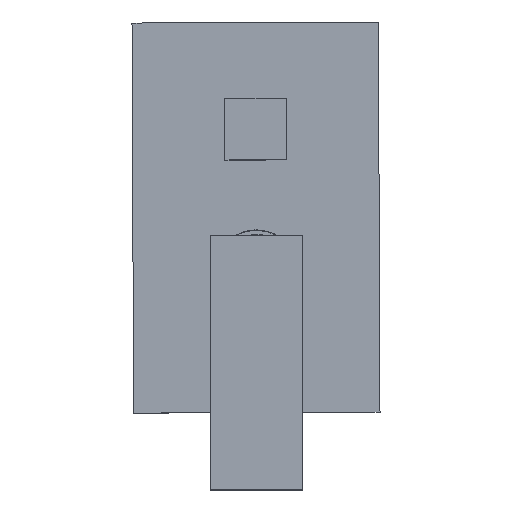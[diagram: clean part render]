
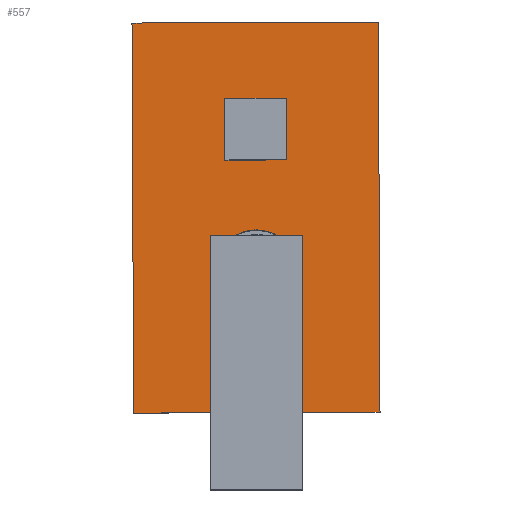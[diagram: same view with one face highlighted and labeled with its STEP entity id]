
A CAD part, top view. The second image highlights one B-rep face of the part: STEP entity #557.
In plain terms, the highlighted planar face has unit normal (0, 0, 1).
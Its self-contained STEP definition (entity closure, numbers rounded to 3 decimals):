
#5 = LINE ( 'NONE', #463, #2144 ) ;
#62 = CARTESIAN_POINT ( 'NONE',  ( 0., 43., 9. ) ) ;
#134 = DIRECTION ( 'NONE',  ( 0., 0., 1. ) ) ;
#157 = FACE_BOUND ( 'NONE', #1090, .T. ) ;
#261 = VERTEX_POINT ( 'NONE', #2596 ) ;
#323 = ORIENTED_EDGE ( 'NONE', *, *, #2335, .F. ) ;
#377 = LINE ( 'NONE', #958, #1496 ) ;
#389 = CIRCLE ( 'NONE', #2584, 12.5 ) ;
#405 = AXIS2_PLACEMENT_3D ( 'NONE', #537, #134, #583 ) ;
#406 = CARTESIAN_POINT ( 'NONE',  ( 12.5, 43., 9. ) ) ;
#433 = EDGE_CURVE ( 'NONE', #1259, #2592, #2681, .T. ) ;
#442 = CARTESIAN_POINT ( 'NONE',  ( -12.5, 43., 9. ) ) ;
#452 = DIRECTION ( 'NONE',  ( 1., 0., 0. ) ) ;
#463 = CARTESIAN_POINT ( 'NONE',  ( 60., -95., 9. ) ) ;
#489 = DIRECTION ( 'NONE',  ( 0., 0., 1. ) ) ;
#491 = DIRECTION ( 'NONE',  ( 0., 1., 0. ) ) ;
#537 = CARTESIAN_POINT ( 'NONE',  ( 0., 43., 9. ) ) ;
#557 = ADVANCED_FACE ( 'NONE', ( #1172, #157, #2569 ), #2467, .F. ) ;
#583 = DIRECTION ( 'NONE',  ( 1., 0., 0. ) ) ;
#598 = AXIS2_PLACEMENT_3D ( 'NONE', #2784, #1476, #1487 ) ;
#601 = VERTEX_POINT ( 'NONE', #2082 ) ;
#689 = EDGE_CURVE ( 'NONE', #2370, #889, #2397, .T. ) ;
#812 = ORIENTED_EDGE ( 'NONE', *, *, #689, .F. ) ;
#889 = VERTEX_POINT ( 'NONE', #406 ) ;
#908 = VECTOR ( 'NONE', #2366, 1000. ) ;
#926 = EDGE_CURVE ( 'NONE', #2592, #1355, #1037, .T. ) ;
#931 = CARTESIAN_POINT ( 'NONE',  ( 0., 0., 9. ) ) ;
#958 = CARTESIAN_POINT ( 'NONE',  ( 60., 95., 9. ) ) ;
#1022 = EDGE_LOOP ( 'NONE', ( #812, #2413 ) ) ;
#1033 = CIRCLE ( 'NONE', #2815, 21. ) ;
#1037 = LINE ( 'NONE', #2355, #908 ) ;
#1055 = EDGE_CURVE ( 'NONE', #1355, #2123, #5, .T. ) ;
#1065 = CARTESIAN_POINT ( 'NONE',  ( 0., -27., 9. ) ) ;
#1090 = EDGE_LOOP ( 'NONE', ( #323, #1246 ) ) ;
#1098 = CARTESIAN_POINT ( 'NONE',  ( 60., 95., 9. ) ) ;
#1137 = CARTESIAN_POINT ( 'NONE',  ( 60., 95., 9. ) ) ;
#1172 = FACE_BOUND ( 'NONE', #1022, .T. ) ;
#1173 = CARTESIAN_POINT ( 'NONE',  ( -60., 95., 9. ) ) ;
#1223 = ORIENTED_EDGE ( 'NONE', *, *, #1055, .T. ) ;
#1246 = ORIENTED_EDGE ( 'NONE', *, *, #1414, .F. ) ;
#1259 = VERTEX_POINT ( 'NONE', #1137 ) ;
#1266 = CARTESIAN_POINT ( 'NONE',  ( 60., -95., 9. ) ) ;
#1355 = VERTEX_POINT ( 'NONE', #2246 ) ;
#1414 = EDGE_CURVE ( 'NONE', #261, #601, #1528, .T. ) ;
#1423 = EDGE_CURVE ( 'NONE', #889, #2370, #389, .T. ) ;
#1476 = DIRECTION ( 'NONE',  ( 0., 0., 1. ) ) ;
#1478 = EDGE_LOOP ( 'NONE', ( #2835, #1223, #2686, #2132 ) ) ;
#1487 = DIRECTION ( 'NONE',  ( 1., 0., 0. ) ) ;
#1496 = VECTOR ( 'NONE', #491, 1000. ) ;
#1528 = CIRCLE ( 'NONE', #598, 21. ) ;
#1565 = DIRECTION ( 'NONE',  ( 1., 0., 0. ) ) ;
#1715 = AXIS2_PLACEMENT_3D ( 'NONE', #931, #2705, #2442 ) ;
#1945 = DIRECTION ( 'NONE',  ( 0., 0., 1. ) ) ;
#2082 = CARTESIAN_POINT ( 'NONE',  ( -21., -27., 9. ) ) ;
#2123 = VERTEX_POINT ( 'NONE', #1266 ) ;
#2132 = ORIENTED_EDGE ( 'NONE', *, *, #433, .T. ) ;
#2144 = VECTOR ( 'NONE', #452, 1000. ) ;
#2246 = CARTESIAN_POINT ( 'NONE',  ( -60., -95., 9. ) ) ;
#2335 = EDGE_CURVE ( 'NONE', #601, #261, #1033, .T. ) ;
#2355 = CARTESIAN_POINT ( 'NONE',  ( -60., 95., 9. ) ) ;
#2366 = DIRECTION ( 'NONE',  ( 0., -1., 0. ) ) ;
#2370 = VERTEX_POINT ( 'NONE', #442 ) ;
#2375 = DIRECTION ( 'NONE',  ( 1., 0., 0. ) ) ;
#2397 = CIRCLE ( 'NONE', #405, 12.5 ) ;
#2413 = ORIENTED_EDGE ( 'NONE', *, *, #1423, .F. ) ;
#2442 = DIRECTION ( 'NONE',  ( -1., 0., 0. ) ) ;
#2467 = PLANE ( 'NONE',  #1715 ) ;
#2569 = FACE_OUTER_BOUND ( 'NONE', #1478, .T. ) ;
#2572 = EDGE_CURVE ( 'NONE', #2123, #1259, #377, .T. ) ;
#2584 = AXIS2_PLACEMENT_3D ( 'NONE', #62, #489, #1565 ) ;
#2592 = VERTEX_POINT ( 'NONE', #1173 ) ;
#2596 = CARTESIAN_POINT ( 'NONE',  ( 21., -27., 9. ) ) ;
#2649 = DIRECTION ( 'NONE',  ( -1., 0., 0. ) ) ;
#2681 = LINE ( 'NONE', #1098, #2832 ) ;
#2686 = ORIENTED_EDGE ( 'NONE', *, *, #2572, .T. ) ;
#2705 = DIRECTION ( 'NONE',  ( 0., 0., -1. ) ) ;
#2784 = CARTESIAN_POINT ( 'NONE',  ( 0., -27., 9. ) ) ;
#2815 = AXIS2_PLACEMENT_3D ( 'NONE', #1065, #1945, #2375 ) ;
#2832 = VECTOR ( 'NONE', #2649, 1000. ) ;
#2835 = ORIENTED_EDGE ( 'NONE', *, *, #926, .T. ) ;
